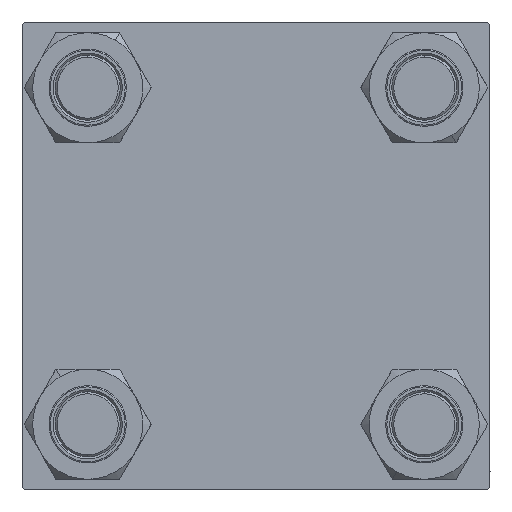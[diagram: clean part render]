
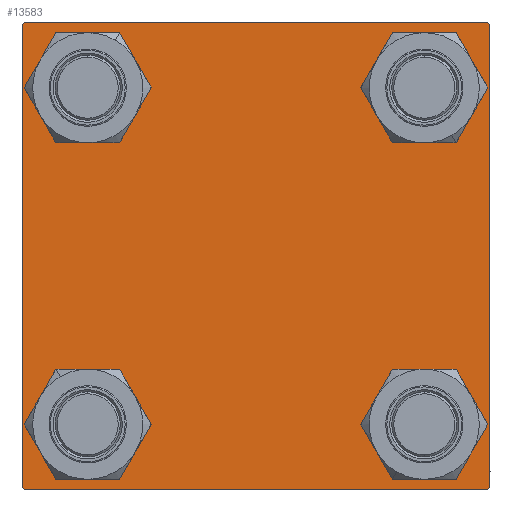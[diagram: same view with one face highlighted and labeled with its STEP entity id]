
A CAD part, left-side view. The second image highlights one B-rep face of the part: STEP entity #13583.
In plain terms, the highlighted planar face has unit normal (-1, 0, 0).
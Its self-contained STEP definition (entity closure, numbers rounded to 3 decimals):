
#322 = EDGE_CURVE ( 'NONE', #28640, #33118, #37130, .T. ) ;
#350 = CARTESIAN_POINT ( 'NONE',  ( 0., 57., 57.5 ) ) ;
#664 = VECTOR ( 'NONE', #50610, 1000. ) ;
#1204 = CARTESIAN_POINT ( 'NONE',  ( 0., -41.35, 32.85 ) ) ;
#1588 = ORIENTED_EDGE ( 'NONE', *, *, #38735, .F. ) ;
#1956 = EDGE_LOOP ( 'NONE', ( #40306, #47912 ) ) ;
#2289 = VECTOR ( 'NONE', #29201, 1000. ) ;
#2952 = LINE ( 'NONE', #49060, #8147 ) ;
#3536 = EDGE_CURVE ( 'NONE', #13235, #6099, #47651, .T. ) ;
#3772 = EDGE_CURVE ( 'NONE', #30890, #19884, #10852, .T. ) ;
#4077 = ORIENTED_EDGE ( 'NONE', *, *, #29205, .T. ) ;
#4801 = CARTESIAN_POINT ( 'NONE',  ( 0., 57.5, 57. ) ) ;
#5655 = VERTEX_POINT ( 'NONE', #28619 ) ;
#5826 = CARTESIAN_POINT ( 'NONE',  ( 0., 57.5, -57. ) ) ;
#5906 = EDGE_CURVE ( 'NONE', #19938, #12162, #41167, .T. ) ;
#6099 = VERTEX_POINT ( 'NONE', #28181 ) ;
#6432 = CARTESIAN_POINT ( 'NONE',  ( 0., 41.35, 41.35 ) ) ;
#7032 = DIRECTION ( 'NONE',  ( 0., 0., 1. ) ) ;
#7104 = AXIS2_PLACEMENT_3D ( 'NONE', #14206, #13452, #17794 ) ;
#7122 = DIRECTION ( 'NONE',  ( 0., 0.707, 0.707 ) ) ;
#7581 = CARTESIAN_POINT ( 'NONE',  ( 0., 41.35, 41.35 ) ) ;
#8147 = VECTOR ( 'NONE', #44959, 1000. ) ;
#8292 = DIRECTION ( 'NONE',  ( 0., 0., 1. ) ) ;
#8670 = ORIENTED_EDGE ( 'NONE', *, *, #35998, .T. ) ;
#9764 = VECTOR ( 'NONE', #30859, 1000. ) ;
#10704 = LINE ( 'NONE', #41417, #31166 ) ;
#10852 = CIRCLE ( 'NONE', #32097, 8.5 ) ;
#10994 = CARTESIAN_POINT ( 'NONE',  ( 0., -41.35, -32.85 ) ) ;
#11211 = LINE ( 'NONE', #19828, #21706 ) ;
#11373 = CARTESIAN_POINT ( 'NONE',  ( 0., 41.35, -41.35 ) ) ;
#11517 = ORIENTED_EDGE ( 'NONE', *, *, #5906, .T. ) ;
#11553 = CIRCLE ( 'NONE', #16494, 8.5 ) ;
#11904 = DIRECTION ( 'NONE',  ( 0., -1., 0. ) ) ;
#12162 = VERTEX_POINT ( 'NONE', #30983 ) ;
#13235 = VERTEX_POINT ( 'NONE', #10994 ) ;
#13452 = DIRECTION ( 'NONE',  ( -1., 0., 0. ) ) ;
#13583 = ADVANCED_FACE ( 'NONE', ( #29564, #22130, #49299, #29812, #41334 ), #45437, .T. ) ;
#14206 = CARTESIAN_POINT ( 'NONE',  ( 0., 0., 0. ) ) ;
#14345 = CARTESIAN_POINT ( 'NONE',  ( 0., 57.25, -57.25 ) ) ;
#14760 = CARTESIAN_POINT ( 'NONE',  ( 0., 57.5, 57.5 ) ) ;
#14763 = EDGE_CURVE ( 'NONE', #22758, #48747, #11211, .T. ) ;
#15532 = AXIS2_PLACEMENT_3D ( 'NONE', #40215, #24334, #16413 ) ;
#16199 = AXIS2_PLACEMENT_3D ( 'NONE', #11373, #50054, #7032 ) ;
#16243 = ORIENTED_EDGE ( 'NONE', *, *, #3772, .T. ) ;
#16413 = DIRECTION ( 'NONE',  ( 0., 0., 1. ) ) ;
#16494 = AXIS2_PLACEMENT_3D ( 'NONE', #45149, #44899, #49504 ) ;
#16578 = CARTESIAN_POINT ( 'NONE',  ( 0., -41.35, -41.35 ) ) ;
#16856 = CARTESIAN_POINT ( 'NONE',  ( 0., -57., 57.5 ) ) ;
#17794 = DIRECTION ( 'NONE',  ( 0., 0., 1. ) ) ;
#18642 = CARTESIAN_POINT ( 'NONE',  ( 0., -41.35, 49.85 ) ) ;
#19096 = DIRECTION ( 'NONE',  ( 0., 0., 1. ) ) ;
#19335 = CARTESIAN_POINT ( 'NONE',  ( 0., -57., -57.5 ) ) ;
#19344 = LINE ( 'NONE', #34959, #664 ) ;
#19627 = ORIENTED_EDGE ( 'NONE', *, *, #32652, .T. ) ;
#19773 = EDGE_CURVE ( 'NONE', #37644, #5655, #19344, .T. ) ;
#19828 = CARTESIAN_POINT ( 'NONE',  ( 0., -57.25, 57.25 ) ) ;
#19884 = VERTEX_POINT ( 'NONE', #21380 ) ;
#19938 = VERTEX_POINT ( 'NONE', #37997 ) ;
#20059 = EDGE_CURVE ( 'NONE', #19884, #30890, #23512, .T. ) ;
#20338 = CARTESIAN_POINT ( 'NONE',  ( 0., 57.5, -57.5 ) ) ;
#21380 = CARTESIAN_POINT ( 'NONE',  ( 0., 41.35, -49.85 ) ) ;
#21458 = DIRECTION ( 'NONE',  ( 0., 0.707, -0.707 ) ) ;
#21706 = VECTOR ( 'NONE', #7122, 1000. ) ;
#22130 = FACE_BOUND ( 'NONE', #1956, .T. ) ;
#22758 = VERTEX_POINT ( 'NONE', #38036 ) ;
#23199 = EDGE_LOOP ( 'NONE', ( #8670, #11517 ) ) ;
#23512 = CIRCLE ( 'NONE', #16199, 8.5 ) ;
#24334 = DIRECTION ( 'NONE',  ( 1., 0., 0. ) ) ;
#24458 = EDGE_CURVE ( 'NONE', #22758, #5655, #2952, .T. ) ;
#25058 = ORIENTED_EDGE ( 'NONE', *, *, #24458, .F. ) ;
#25119 = CIRCLE ( 'NONE', #31639, 8.5 ) ;
#26377 = VERTEX_POINT ( 'NONE', #18642 ) ;
#26511 = VERTEX_POINT ( 'NONE', #4801 ) ;
#26533 = DIRECTION ( 'NONE',  ( 0., -1., 0. ) ) ;
#27748 = CARTESIAN_POINT ( 'NONE',  ( 0., 41.35, -41.35 ) ) ;
#28181 = CARTESIAN_POINT ( 'NONE',  ( 0., -41.35, -49.85 ) ) ;
#28619 = CARTESIAN_POINT ( 'NONE',  ( 0., -57.5, -57. ) ) ;
#28640 = VERTEX_POINT ( 'NONE', #5826 ) ;
#28833 = VERTEX_POINT ( 'NONE', #350 ) ;
#29201 = DIRECTION ( 'NONE',  ( 0., -0.707, -0.707 ) ) ;
#29205 = EDGE_CURVE ( 'NONE', #46602, #26377, #35139, .T. ) ;
#29564 = FACE_BOUND ( 'NONE', #37312, .T. ) ;
#29812 = FACE_BOUND ( 'NONE', #23199, .T. ) ;
#29966 = DIRECTION ( 'NONE',  ( 1., 0., 0. ) ) ;
#30412 = ORIENTED_EDGE ( 'NONE', *, *, #20059, .T. ) ;
#30859 = DIRECTION ( 'NONE',  ( 0., 0., -1. ) ) ;
#30890 = VERTEX_POINT ( 'NONE', #45714 ) ;
#30983 = CARTESIAN_POINT ( 'NONE',  ( 0., 41.35, 49.85 ) ) ;
#31111 = LINE ( 'NONE', #46752, #48963 ) ;
#31166 = VECTOR ( 'NONE', #21458, 1000. ) ;
#31316 = DIRECTION ( 'NONE',  ( 1., 0., 0. ) ) ;
#31604 = LINE ( 'NONE', #20338, #48051 ) ;
#31639 = AXIS2_PLACEMENT_3D ( 'NONE', #6432, #29966, #45603 ) ;
#32097 = AXIS2_PLACEMENT_3D ( 'NONE', #27748, #31316, #8292 ) ;
#32182 = DIRECTION ( 'NONE',  ( 0., 0., 1. ) ) ;
#32652 = EDGE_CURVE ( 'NONE', #33118, #37644, #31604, .T. ) ;
#33118 = VERTEX_POINT ( 'NONE', #40744 ) ;
#34241 = EDGE_LOOP ( 'NONE', ( #41743, #37325, #19627, #49676, #25058, #49324, #1588, #38332 ) ) ;
#34959 = CARTESIAN_POINT ( 'NONE',  ( 0., -57.25, -57.25 ) ) ;
#35139 = CIRCLE ( 'NONE', #15532, 8.5 ) ;
#35998 = EDGE_CURVE ( 'NONE', #12162, #19938, #25119, .T. ) ;
#36443 = EDGE_CURVE ( 'NONE', #6099, #13235, #48085, .T. ) ;
#37130 = LINE ( 'NONE', #14345, #2289 ) ;
#37312 = EDGE_LOOP ( 'NONE', ( #37465, #4077 ) ) ;
#37325 = ORIENTED_EDGE ( 'NONE', *, *, #322, .T. ) ;
#37465 = ORIENTED_EDGE ( 'NONE', *, *, #46036, .T. ) ;
#37644 = VERTEX_POINT ( 'NONE', #19335 ) ;
#37997 = CARTESIAN_POINT ( 'NONE',  ( 0., 41.35, 32.85 ) ) ;
#38036 = CARTESIAN_POINT ( 'NONE',  ( 0., -57.5, 57. ) ) ;
#38332 = ORIENTED_EDGE ( 'NONE', *, *, #45431, .T. ) ;
#38735 = EDGE_CURVE ( 'NONE', #28833, #48747, #31111, .T. ) ;
#38805 = DIRECTION ( 'NONE',  ( 1., 0., 0. ) ) ;
#39673 = EDGE_CURVE ( 'NONE', #26511, #28640, #46757, .T. ) ;
#40215 = CARTESIAN_POINT ( 'NONE',  ( 0., -41.35, 41.35 ) ) ;
#40306 = ORIENTED_EDGE ( 'NONE', *, *, #3536, .T. ) ;
#40368 = AXIS2_PLACEMENT_3D ( 'NONE', #7581, #38805, #19096 ) ;
#40744 = CARTESIAN_POINT ( 'NONE',  ( 0., 57., -57.5 ) ) ;
#40838 = DIRECTION ( 'NONE',  ( 1., 0., 0. ) ) ;
#41167 = CIRCLE ( 'NONE', #40368, 8.5 ) ;
#41334 = FACE_OUTER_BOUND ( 'NONE', #34241, .T. ) ;
#41417 = CARTESIAN_POINT ( 'NONE',  ( 0., 57.25, 57.25 ) ) ;
#41743 = ORIENTED_EDGE ( 'NONE', *, *, #39673, .T. ) ;
#43162 = AXIS2_PLACEMENT_3D ( 'NONE', #16578, #43971, #32182 ) ;
#43971 = DIRECTION ( 'NONE',  ( 1., 0., 0. ) ) ;
#44392 = AXIS2_PLACEMENT_3D ( 'NONE', #48541, #40838, #48790 ) ;
#44899 = DIRECTION ( 'NONE',  ( 1., 0., 0. ) ) ;
#44959 = DIRECTION ( 'NONE',  ( 0., 0., -1. ) ) ;
#45149 = CARTESIAN_POINT ( 'NONE',  ( 0., -41.35, 41.35 ) ) ;
#45431 = EDGE_CURVE ( 'NONE', #28833, #26511, #10704, .T. ) ;
#45437 = PLANE ( 'NONE',  #7104 ) ;
#45603 = DIRECTION ( 'NONE',  ( 0., 0., 1. ) ) ;
#45714 = CARTESIAN_POINT ( 'NONE',  ( 0., 41.35, -32.85 ) ) ;
#46036 = EDGE_CURVE ( 'NONE', #26377, #46602, #11553, .T. ) ;
#46602 = VERTEX_POINT ( 'NONE', #1204 ) ;
#46752 = CARTESIAN_POINT ( 'NONE',  ( 0., 57.5, 57.5 ) ) ;
#46757 = LINE ( 'NONE', #14760, #9764 ) ;
#47630 = EDGE_LOOP ( 'NONE', ( #16243, #30412 ) ) ;
#47651 = CIRCLE ( 'NONE', #44392, 8.5 ) ;
#47912 = ORIENTED_EDGE ( 'NONE', *, *, #36443, .T. ) ;
#48051 = VECTOR ( 'NONE', #11904, 1000. ) ;
#48085 = CIRCLE ( 'NONE', #43162, 8.5 ) ;
#48541 = CARTESIAN_POINT ( 'NONE',  ( 0., -41.35, -41.35 ) ) ;
#48747 = VERTEX_POINT ( 'NONE', #16856 ) ;
#48790 = DIRECTION ( 'NONE',  ( 0., 0., 1. ) ) ;
#48963 = VECTOR ( 'NONE', #26533, 1000. ) ;
#49060 = CARTESIAN_POINT ( 'NONE',  ( 0., -57.5, 57.5 ) ) ;
#49299 = FACE_BOUND ( 'NONE', #47630, .T. ) ;
#49324 = ORIENTED_EDGE ( 'NONE', *, *, #14763, .T. ) ;
#49504 = DIRECTION ( 'NONE',  ( 0., 0., 1. ) ) ;
#49676 = ORIENTED_EDGE ( 'NONE', *, *, #19773, .T. ) ;
#50054 = DIRECTION ( 'NONE',  ( 1., 0., 0. ) ) ;
#50610 = DIRECTION ( 'NONE',  ( 0., -0.707, 0.707 ) ) ;
